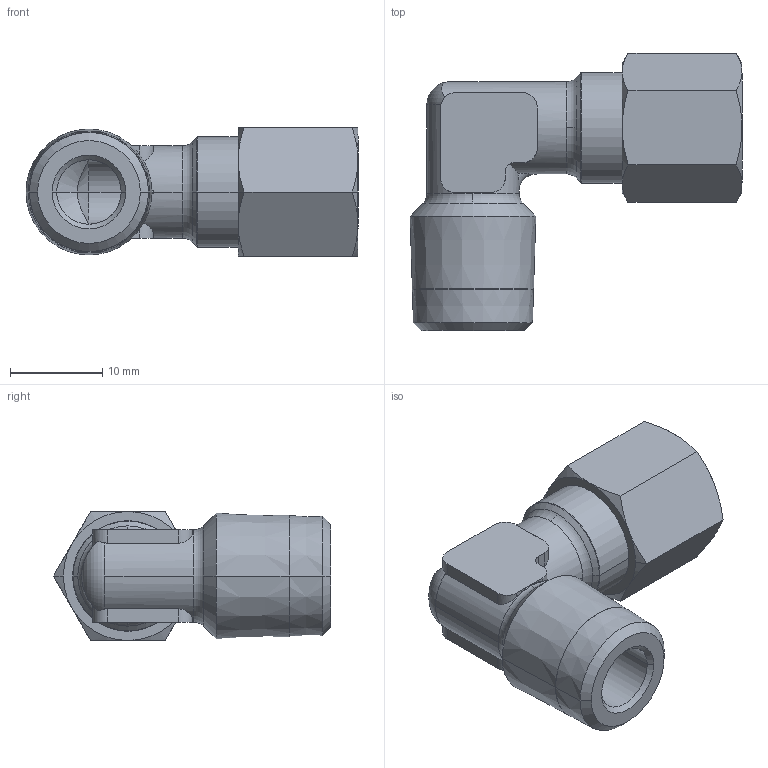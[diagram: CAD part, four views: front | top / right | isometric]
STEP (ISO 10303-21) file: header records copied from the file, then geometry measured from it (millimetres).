
FILE_DESCRIPTION(('STEP AP214'),'1');
FILE_NAME('0109_08_13.stp','2016-07-07T14:32:14',('TraceParts'),('TraceParts S.A.'),'Spatial InterOp 3D',' ',' ');
FILE_SCHEMA(('automotive_design'));
Length unit declared in the file: millimetre
Products named in the file (1): 1
Bounding box: 36.03 x 30.08 x 14 mm (x, y, z)
Volume: 4144.7 mm3; surface area: 3563.7 mm2
Topology: 1 solids, 1 shells, 106 faces, 264 edges, 165 vertices
Faces by surface type: cone 36, plane 36, cylinder 27, torus 7
Entity records: 3619 total; most frequent: CARTESIAN_POINT 1110, DIRECTION 538, ORIENTED_EDGE 528, EDGE_CURVE 264, AXIS2_PLACEMENT_3D 221, VERTEX_POINT 165, EDGE_LOOP 113, ADVANCED_FACE 106
